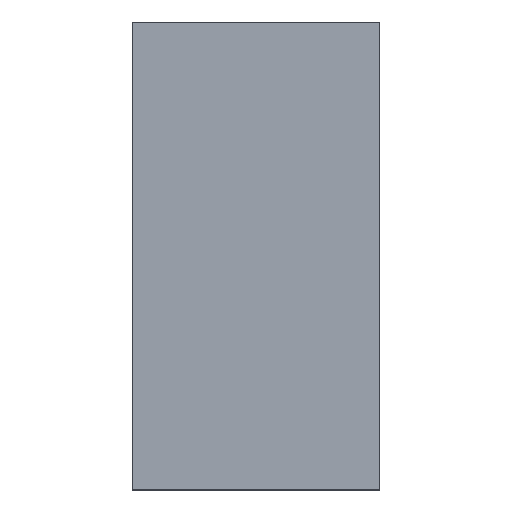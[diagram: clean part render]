
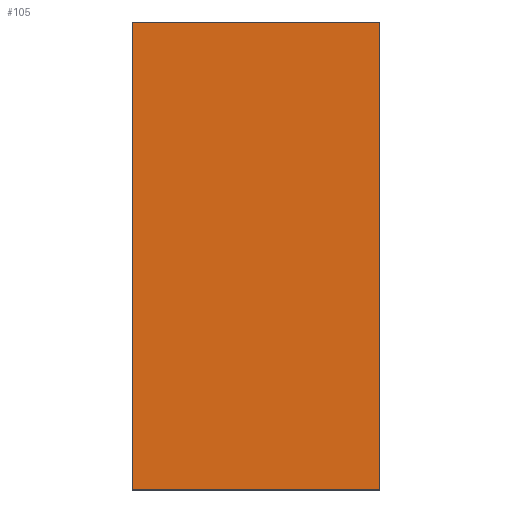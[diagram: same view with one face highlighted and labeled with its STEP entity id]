
A CAD part, top view. The second image highlights one B-rep face of the part: STEP entity #105.
In plain terms, the highlighted planar face has unit normal (0, 0, 1).
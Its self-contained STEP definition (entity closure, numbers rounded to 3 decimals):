
#19=FACE_OUTER_BOUND('',#25,.T.);
#25=EDGE_LOOP('',(#75,#76,#77,#78));
#31=LINE('',#168,#43);
#32=LINE('',#170,#44);
#33=LINE('',#172,#45);
#34=LINE('',#173,#46);
#43=VECTOR('',#139,10.);
#44=VECTOR('',#140,10.);
#45=VECTOR('',#141,10.);
#46=VECTOR('',#142,10.);
#55=VERTEX_POINT('',#166);
#56=VERTEX_POINT('',#167);
#57=VERTEX_POINT('',#169);
#58=VERTEX_POINT('',#171);
#63=EDGE_CURVE('',#55,#56,#31,.T.);
#64=EDGE_CURVE('',#56,#57,#32,.T.);
#65=EDGE_CURVE('',#58,#57,#33,.T.);
#66=EDGE_CURVE('',#55,#58,#34,.T.);
#75=ORIENTED_EDGE('',*,*,#63,.T.);
#76=ORIENTED_EDGE('',*,*,#64,.T.);
#77=ORIENTED_EDGE('',*,*,#65,.F.);
#78=ORIENTED_EDGE('',*,*,#66,.F.);
#99=PLANE('',#126);
#105=ADVANCED_FACE('',(#19),#99,.T.);
#126=AXIS2_PLACEMENT_3D('',#165,#137,#138);
#137=DIRECTION('center_axis',(0.,0.,1.));
#138=DIRECTION('ref_axis',(1.,0.,0.));
#139=DIRECTION('',(1.,0.,0.));
#140=DIRECTION('',(0.,1.,0.));
#141=DIRECTION('',(1.,0.,0.));
#142=DIRECTION('',(0.,1.,0.));
#165=CARTESIAN_POINT('Origin',(-2.25,0.,1.));
#166=CARTESIAN_POINT('',(-2.25,0.,1.));
#167=CARTESIAN_POINT('',(2.25,0.,1.));
#168=CARTESIAN_POINT('',(-2.25,0.,1.));
#169=CARTESIAN_POINT('',(2.25,8.5,1.));
#170=CARTESIAN_POINT('',(2.25,0.,1.));
#171=CARTESIAN_POINT('',(-2.25,8.5,1.));
#172=CARTESIAN_POINT('',(-2.25,8.5,1.));
#173=CARTESIAN_POINT('',(-2.25,0.,1.));
